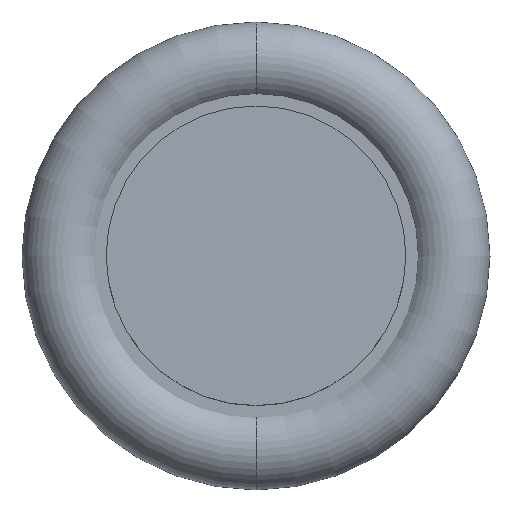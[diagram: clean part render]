
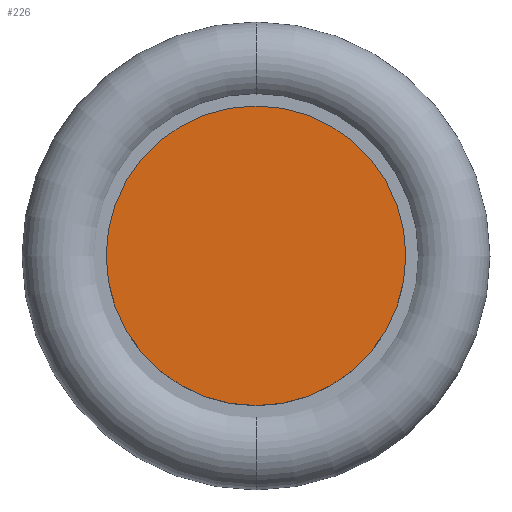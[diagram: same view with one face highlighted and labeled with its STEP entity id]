
A CAD part, top view. The second image highlights one B-rep face of the part: STEP entity #226.
In plain terms, the highlighted planar face has unit normal (0, 0, 1).
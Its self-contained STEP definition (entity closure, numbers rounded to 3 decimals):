
#5 = EDGE_LOOP ( 'NONE', ( #236, #203 ) ) ;
#7 = DIRECTION ( 'NONE',  ( 0., -1., 0. ) ) ;
#8 = CARTESIAN_POINT ( 'NONE',  ( 4.591, 7.883, 6.177 ) ) ;
#26 = DIRECTION ( 'NONE',  ( 0., 0., 1. ) ) ;
#43 = DIRECTION ( 'NONE',  ( 0., 0., 1. ) ) ;
#62 = CIRCLE ( 'NONE', #115, 3.3 ) ;
#67 = AXIS2_PLACEMENT_3D ( 'NONE', #185, #155, #86 ) ;
#86 = DIRECTION ( 'NONE',  ( 0., 1., 0. ) ) ;
#88 = DIRECTION ( 'NONE',  ( 0., -1., 0. ) ) ;
#106 = CIRCLE ( 'NONE', #159, 3.3 ) ;
#115 = AXIS2_PLACEMENT_3D ( 'NONE', #381, #43, #7 ) ;
#123 = PLANE ( 'NONE',  #67 ) ;
#155 = DIRECTION ( 'NONE',  ( 0., 0., -1. ) ) ;
#159 = AXIS2_PLACEMENT_3D ( 'NONE', #213, #26, #88 ) ;
#185 = CARTESIAN_POINT ( 'NONE',  ( 4.591, 4.583, 6.177 ) ) ;
#195 = EDGE_CURVE ( 'NONE', #379, #367, #106, .T. ) ;
#203 = ORIENTED_EDGE ( 'NONE', *, *, #195, .T. ) ;
#213 = CARTESIAN_POINT ( 'NONE',  ( 4.591, 4.583, 6.177 ) ) ;
#226 = ADVANCED_FACE ( 'NONE', ( #378 ), #123, .F. ) ;
#236 = ORIENTED_EDGE ( 'NONE', *, *, #365, .T. ) ;
#349 = CARTESIAN_POINT ( 'NONE',  ( 4.591, 1.283, 6.177 ) ) ;
#365 = EDGE_CURVE ( 'NONE', #367, #379, #62, .T. ) ;
#367 = VERTEX_POINT ( 'NONE', #349 ) ;
#378 = FACE_OUTER_BOUND ( 'NONE', #5, .T. ) ;
#379 = VERTEX_POINT ( 'NONE', #8 ) ;
#381 = CARTESIAN_POINT ( 'NONE',  ( 4.591, 4.583, 6.177 ) ) ;
